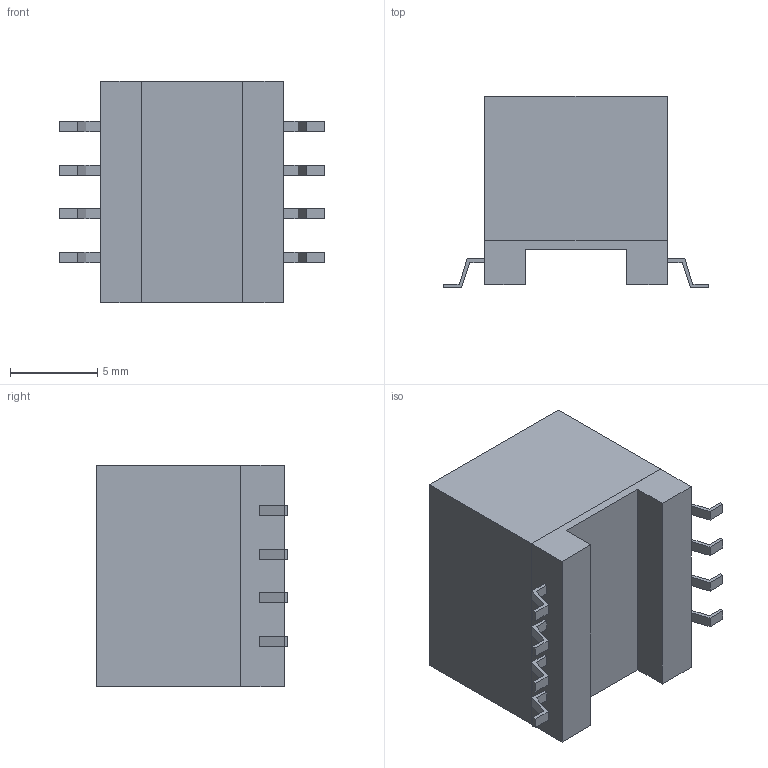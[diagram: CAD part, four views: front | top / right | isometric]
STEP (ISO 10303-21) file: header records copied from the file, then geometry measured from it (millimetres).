
FILE_DESCRIPTION (( 'STEP AP214' ), '1' );
FILE_NAME ('Coilcraft-PA6384-AL.STEP', '2020-10-11T09:09:06', ( '' ), ( '' ), 'SwSTEP 2.0', 'SolidWorks 2020', '' );
FILE_SCHEMA (( 'AUTOMOTIVE_DESIGN' ));
Length unit declared in the file: millimetre
Products named in the file (1): Coilcraft-PA6384-AL
Bounding box: 15.24 x 11 x 12.7 mm (x, y, z)
Topology: 0 solids, 3 shells, 500 faces, 1212 edges, 754 vertices
Faces by surface type: bspline 294, plane 204, cylinder 2
Entity records: 26226 total; most frequent: CARTESIAN_POINT 11736, ORIENTED_EDGE 2425, EDGE_CURVE 1213, B_SPLINE_CURVE_WITH_KNOTS 872, DIRECTION 755, VERTEX_POINT 755, EDGE_LOOP 537, ADVANCED_FACE 500
